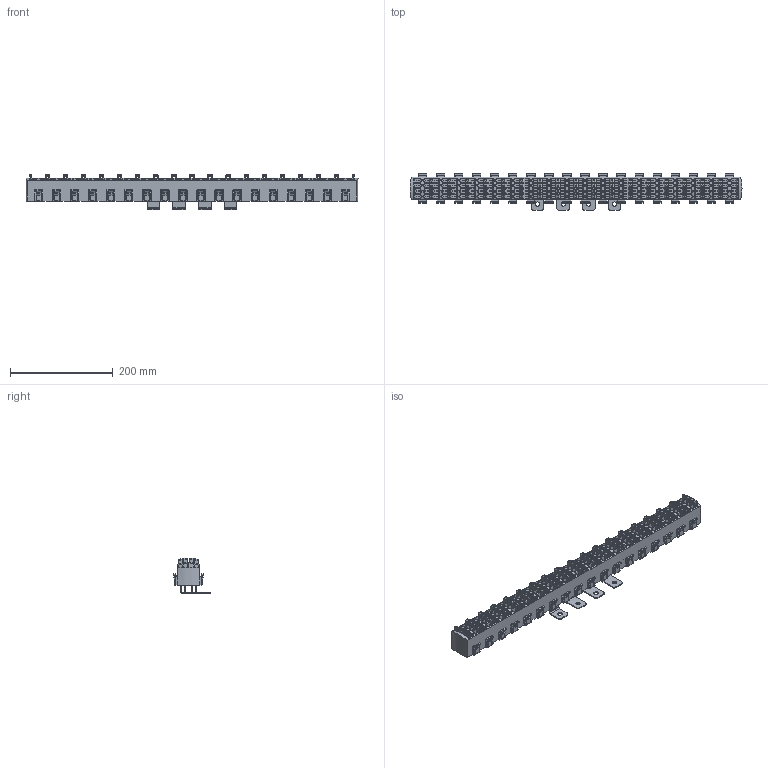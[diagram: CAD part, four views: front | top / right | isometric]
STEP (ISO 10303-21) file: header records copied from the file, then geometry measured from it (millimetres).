
FILE_DESCRIPTION(('STEP AP214'),'1');
FILE_NAME('cctmp_26EE4D14-7110-498E-9B87-D2731792D0A6_2023_07_22_08_35_01_0122..stp','2023-07-22T06:35:07',('SIEMENS A&D'),('CADClick - www.CADClick.com'),'Spatial InterOp 3D postprocessed',' ','unknown authorization');
FILE_SCHEMA(('AUTOMOTIVE_DESIGN'));
Length unit declared in the file: millimetre
Products named in the file (1): 2023_07_22_08_35_00_0904
Bounding box: 647.6 x 72.05 x 69.98 mm (x, y, z)
Volume: 959201.6 mm3; surface area: 384525.2 mm2
Topology: 1 solids, 17 shells, 7356 faces, 21038 edges, 13922 vertices
Faces by surface type: plane 4533, cylinder 1689, torus 576, bspline 414, sphere 144
Entity records: 290965 total; most frequent: CARTESIAN_POINT 77173, ORIENTED_EDGE 42076, DIRECTION 37522, EDGE_CURVE 21038, VERTEX_POINT 13922, LINE 13736, VECTOR 13736, AXIS2_PLACEMENT_3D 11893
